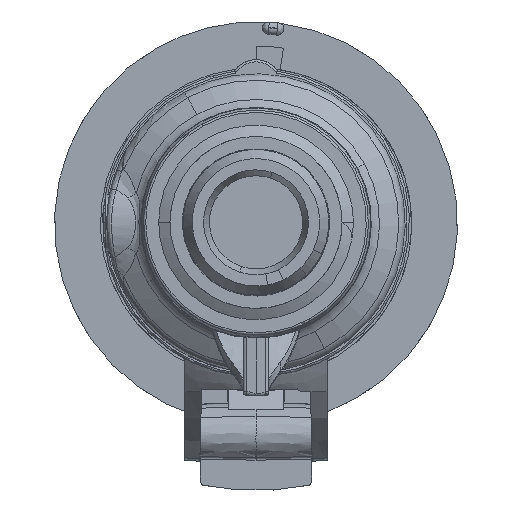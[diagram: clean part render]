
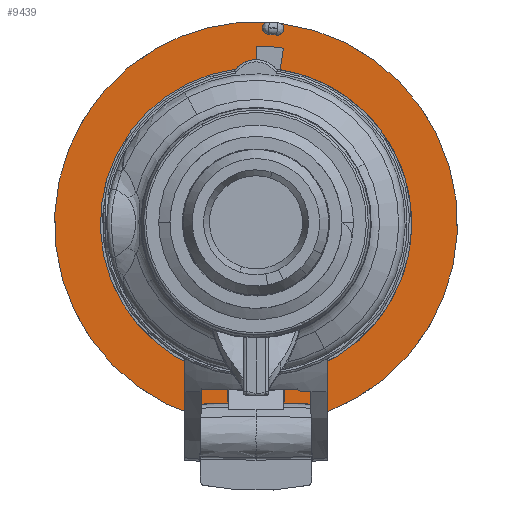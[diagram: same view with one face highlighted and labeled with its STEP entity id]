
A CAD part, top view. The second image highlights one B-rep face of the part: STEP entity #9439.
In plain terms, the highlighted planar face has unit normal (0, 0, 1).
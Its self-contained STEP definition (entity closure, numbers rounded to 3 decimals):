
#145=CARTESIAN_POINT('',(0.,0.,-41.048));
#146=DIRECTION('',(0.,0.,1.));
#147=DIRECTION('',(0.5,-0.866,0.));
#148=AXIS2_PLACEMENT_3D('',#145,#146,#147);
#150=CARTESIAN_POINT('',(0.,0.,-41.048));
#151=DIRECTION('',(0.,0.,1.));
#152=DIRECTION('',(-0.049,-0.999,0.));
#153=AXIS2_PLACEMENT_3D('',#150,#151,#152);
#155=CARTESIAN_POINT('',(0.,0.,-41.048));
#156=DIRECTION('',(0.,0.,1.));
#157=DIRECTION('',(-0.5,0.866,0.));
#158=AXIS2_PLACEMENT_3D('',#155,#156,#157);
#160=CARTESIAN_POINT('',(0.,0.,-41.048));
#161=DIRECTION('',(0.,0.,1.));
#162=DIRECTION('',(0.049,0.999,0.));
#163=AXIS2_PLACEMENT_3D('',#160,#161,#162);
#165=CARTESIAN_POINT('',(2.951,45.204,-41.048));
#166=DIRECTION('',(0.,0.,1.));
#167=DIRECTION('',(-0.449,0.894,0.));
#168=AXIS2_PLACEMENT_3D('',#165,#166,#167);
#170=DIRECTION('',(0.,-1.,0.));
#171=VECTOR('',#170,4.046);
#172=CARTESIAN_POINT('',(6.511,-36.879,-41.048));
#173=LINE('',#172,#171);
#174=CARTESIAN_POINT('',(0.,0.,
-41.048));
#175=DIRECTION('',(0.,0.,1.));
#176=DIRECTION('',(-0.174,-0.985,0.));
#177=AXIS2_PLACEMENT_3D('',#174,#175,#176);
#179=DIRECTION('',(0.,-1.,0.));
#180=VECTOR('',#179,4.046);
#181=CARTESIAN_POINT('',(-6.511,-36.879,
-41.048));
#182=LINE('',#181,#180);
#183=CARTESIAN_POINT('',(0.,0.,
-41.048));
#184=DIRECTION('',(0.,0.,-1.));
#185=DIRECTION('',(0.409,-0.912,0.));
#186=AXIS2_PLACEMENT_3D('',#183,#184,#185);
#188=DIRECTION('',(0.,-1.,0.));
#189=VECTOR('',#188,4.014);
#190=CARTESIAN_POINT('',(13.222,-29.47,-41.048));
#191=LINE('',#190,#189);
#192=CARTESIAN_POINT('',(0.,0.,
-41.048));
#193=DIRECTION('',(0.,0.,-1.));
#194=DIRECTION('',(0.155,0.988,0.));
#195=AXIS2_PLACEMENT_3D('',#192,#193,#194);
#197=DIRECTION('',(-0.155,-0.988,0.));
#198=VECTOR('',#197,5.);
#199=CARTESIAN_POINT('',(6.351,40.505,-41.048));
#200=LINE('',#199,#198);
#201=CARTESIAN_POINT('',(0.,0.,-41.048));
#202=DIRECTION('',(0.,0.,-1.));
#203=DIRECTION('',(0.,1.,0.));
#204=AXIS2_PLACEMENT_3D('',#201,#202,#203);
#206=DIRECTION('',(0.,1.,0.));
#207=VECTOR('',#206,3.2);
#208=CARTESIAN_POINT('',(0.,37.8,-41.048));
#209=LINE('',#208,#207);
#210=CARTESIAN_POINT('',(0.,31.8,-41.048));
#211=DIRECTION('',(0.,0.,-1.));
#212=DIRECTION('',(-0.758,0.652,0.));
#213=AXIS2_PLACEMENT_3D('',#210,#211,#212);
#215=CARTESIAN_POINT('',(0.,0.,-41.048));
#216=DIRECTION('',(0.,0.,-1.));
#217=DIRECTION('',(-0.367,-0.93,0.));
#218=AXIS2_PLACEMENT_3D('',#215,#216,#217);
#220=DIRECTION('',(0.,-1.,0.));
#221=VECTOR('',#220,4.014);
#222=CARTESIAN_POINT('',(-13.222,-29.47,
-41.048));
#223=LINE('',#222,#221);
#224=CARTESIAN_POINT('',(0.,0.,-41.048));
#225=DIRECTION('',(0.,0.,1.));
#226=DIRECTION('',(0.109,0.994,0.));
#227=AXIS2_PLACEMENT_3D('',#224,#225,#226);
#229=CARTESIAN_POINT('',(4.943,45.029,-41.048));
#230=DIRECTION('',(0.,0.,-1.));
#231=DIRECTION('',(0.597,0.802,0.));
#232=AXIS2_PLACEMENT_3D('',#229,#230,#231);
#2453=CARTESIAN_POINT('',(-4.943,-45.029,
-41.048));
#2454=DIRECTION('',(0.,0.,-1.));
#2455=DIRECTION('',(-0.597,-0.802,0.));
#2456=AXIS2_PLACEMENT_3D('',#2453,#2454,#2455);
#2462=CARTESIAN_POINT('',(0.,0.,-41.048));
#2463=DIRECTION('',(0.,0.,1.));
#2464=DIRECTION('',(-0.109,-0.994,0.));
#2465=AXIS2_PLACEMENT_3D('',#2462,#2463,#2464);
#2467=CARTESIAN_POINT('',(-2.951,-45.204,
-41.048));
#2468=DIRECTION('',(0.,0.,-1.));
#2469=DIRECTION('',(0.065,0.998,0.));
#2470=AXIS2_PLACEMENT_3D('',#2467,#2468,#2469);
#2795=CARTESIAN_POINT('',(0.,0.,
-41.048));
#2796=DIRECTION('',(0.,0.,-1.));
#2797=DIRECTION('',(0.157,-0.988,0.));
#2798=AXIS2_PLACEMENT_3D('',#2795,#2796,#2797);
#8593=CARTESIAN_POINT('',(-4.78,-43.538,
-41.048));
#8594=VERTEX_POINT('',#8593);
#8595=CARTESIAN_POINT('',(-2.853,-43.707,
-41.048));
#8596=VERTEX_POINT('',#8595);
#8601=CARTESIAN_POINT('',(-23.3,40.357,
-41.048));
#8602=CARTESIAN_POINT('',(-5.839,-46.233,
-41.048));
#8603=VERTEX_POINT('',#8601);
#8604=VERTEX_POINT('',#8602);
#8605=CARTESIAN_POINT('',(-2.278,-46.544,
-41.048));
#8606=CARTESIAN_POINT('',(23.3,-40.357,
-41.048));
#8607=VERTEX_POINT('',#8605);
#8608=VERTEX_POINT('',#8606);
#8613=CARTESIAN_POINT('',(5.839,46.233,-41.048));
#8614=VERTEX_POINT('',#8613);
#8615=CARTESIAN_POINT('',(2.278,46.544,-41.048));
#8616=VERTEX_POINT('',#8615);
#8617=CARTESIAN_POINT('',(2.853,43.707,-41.048));
#8618=VERTEX_POINT('',#8617);
#8619=CARTESIAN_POINT('',(4.78,43.538,-41.048));
#8620=VERTEX_POINT('',#8619);
#8896=CARTESIAN_POINT('',(-6.511,-36.879,
-41.048));
#8897=CARTESIAN_POINT('',(-6.511,-40.925,
-41.048));
#8898=VERTEX_POINT('',#8896);
#8899=VERTEX_POINT('',#8897);
#8900=CARTESIAN_POINT('',(6.511,-36.879,
-41.048));
#8901=VERTEX_POINT('',#8900);
#8902=CARTESIAN_POINT('',(6.511,-40.925,
-41.048));
#8903=VERTEX_POINT('',#8902);
#9090=CARTESIAN_POINT('',(13.222,-29.47,
-41.048));
#9091=CARTESIAN_POINT('',(-13.222,-29.47,
-41.048));
#9092=VERTEX_POINT('',#9090);
#9093=VERTEX_POINT('',#9091);
#9094=CARTESIAN_POINT('',(-13.222,-33.484,
-41.048));
#9095=VERTEX_POINT('',#9094);
#9096=CARTESIAN_POINT('',(13.222,-33.484,
-41.048));
#9097=VERTEX_POINT('',#9096);
#9098=CARTESIAN_POINT('',(-4.55,35.711,
-41.048));
#9099=CARTESIAN_POINT('',(0.,37.8,-41.048));
#9100=VERTEX_POINT('',#9098);
#9101=VERTEX_POINT('',#9099);
#9102=CARTESIAN_POINT('',(5.577,35.565,-41.048));
#9103=VERTEX_POINT('',#9102);
#9104=CARTESIAN_POINT('',(0.,41.,-41.048));
#9105=VERTEX_POINT('',#9104);
#9106=CARTESIAN_POINT('',(6.351,40.505,-41.048));
#9107=VERTEX_POINT('',#9106);
#9383=CARTESIAN_POINT('',(23.3,-40.357,
-41.048));
#9384=DIRECTION('',(0.,0.,-1.));
#9385=DIRECTION('',(-0.866,-0.5,0.));
#9386=AXIS2_PLACEMENT_3D('',#9383,#9384,#9385);
#9387=PLANE('',#9386);
#9389=ORIENTED_EDGE('',*,*,#9388,.F.);
#9391=ORIENTED_EDGE('',*,*,#9390,.F.);
#9393=ORIENTED_EDGE('',*,*,#9392,.F.);
#9395=ORIENTED_EDGE('',*,*,#9394,.F.);
#9397=ORIENTED_EDGE('',*,*,#9396,.F.);
#9399=ORIENTED_EDGE('',*,*,#9398,.F.);
#9401=ORIENTED_EDGE('',*,*,#9400,.F.);
#9403=ORIENTED_EDGE('',*,*,#9402,.F.);
#9405=ORIENTED_EDGE('',*,*,#9404,.F.);
#9407=ORIENTED_EDGE('',*,*,#9406,.T.);
#9408=EDGE_LOOP('',(#9389,#9391,#9393,#9395,#9397,#9399,#9401,#9403,#9405,
#9407));
#9409=FACE_OUTER_BOUND('',#9408,.F.);
#9411=ORIENTED_EDGE('',*,*,#9410,.F.);
#9413=ORIENTED_EDGE('',*,*,#9412,.F.);
#9415=ORIENTED_EDGE('',*,*,#9414,.F.);
#9417=ORIENTED_EDGE('',*,*,#9416,.T.);
#9418=EDGE_LOOP('',(#9411,#9413,#9415,#9417));
#9419=FACE_BOUND('',#9418,.F.);
#9421=ORIENTED_EDGE('',*,*,#9420,.F.);
#9423=ORIENTED_EDGE('',*,*,#9422,.T.);
#9425=ORIENTED_EDGE('',*,*,#9424,.F.);
#9427=ORIENTED_EDGE('',*,*,#9426,.F.);
#9429=ORIENTED_EDGE('',*,*,#9428,.F.);
#9431=ORIENTED_EDGE('',*,*,#9430,.F.);
#9432=ORIENTED_EDGE('',*,*,#9353,.F.);
#9434=ORIENTED_EDGE('',*,*,#9433,.F.);
#9436=ORIENTED_EDGE('',*,*,#9435,.F.);
#9437=EDGE_LOOP('',(#9421,#9423,#9425,#9427,#9429,#9431,#9432,#9434,#9436));
#9438=FACE_BOUND('',#9437,.F.);
#9439=ADVANCED_FACE('',(#9409,#9419,#9438),#9387,.F.);
#149=CIRCLE('',#148,46.6);
#154=CIRCLE('',#153,46.6);
#159=CIRCLE('',#158,46.6);
#164=CIRCLE('',#163,46.6);
#169=CIRCLE('',#168,1.5);
#178=CIRCLE('',#177,37.449);
#187=CIRCLE('',#186,32.3);
#196=CIRCLE('',#195,36.);
#205=CIRCLE('',#204,41.);
#214=CIRCLE('',#213,6.);
#219=CIRCLE('',#218,36.);
#228=CIRCLE('',#227,43.8);
#233=CIRCLE('',#232,1.5);
#2457=CIRCLE('',#2456,1.5);
#2466=CIRCLE('',#2465,43.8);
#2471=CIRCLE('',#2470,1.5);
#2799=CIRCLE('',#2798,41.439);
#9353=EDGE_CURVE('',#9100,#9101,#214,.T.);
#9388=EDGE_CURVE('',#8620,#8618,#228,.T.);
#9390=EDGE_CURVE('',#8614,#8620,#233,.T.);
#9392=EDGE_CURVE('',#8608,#8614,#149,.T.);
#9394=EDGE_CURVE('',#8607,#8608,#154,.T.);
#9396=EDGE_CURVE('',#8596,#8607,#2471,.T.);
#9398=EDGE_CURVE('',#8594,#8596,#2466,.T.);
#9400=EDGE_CURVE('',#8604,#8594,#2457,.T.);
#9402=EDGE_CURVE('',#8603,#8604,#159,.T.);
#9404=EDGE_CURVE('',#8616,#8603,#164,.T.);
#9406=EDGE_CURVE('',#8616,#8618,#169,.T.);
#9410=EDGE_CURVE('',#8903,#8899,#2799,.T.);
#9412=EDGE_CURVE('',#8901,#8903,#173,.T.);
#9414=EDGE_CURVE('',#8898,#8901,#178,.T.);
#9416=EDGE_CURVE('',#8898,#8899,#182,.T.);
#9420=EDGE_CURVE('',#9092,#9093,#187,.T.);
#9422=EDGE_CURVE('',#9092,#9097,#191,.T.);
#9424=EDGE_CURVE('',#9103,#9097,#196,.T.);
#9426=EDGE_CURVE('',#9107,#9103,#200,.T.);
#9428=EDGE_CURVE('',#9105,#9107,#205,.T.);
#9430=EDGE_CURVE('',#9101,#9105,#209,.T.);
#9433=EDGE_CURVE('',#9095,#9100,#219,.T.);
#9435=EDGE_CURVE('',#9093,#9095,#223,.T.);
